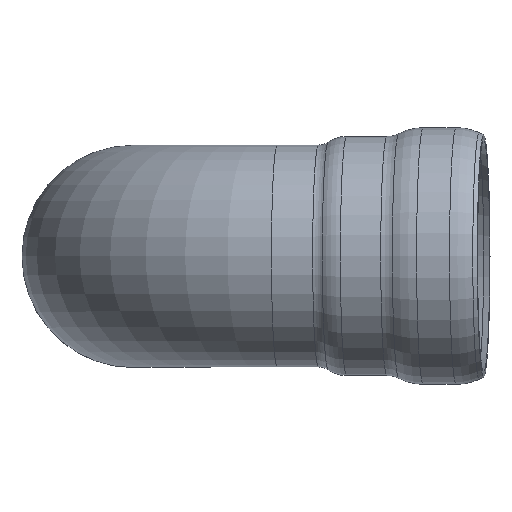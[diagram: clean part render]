
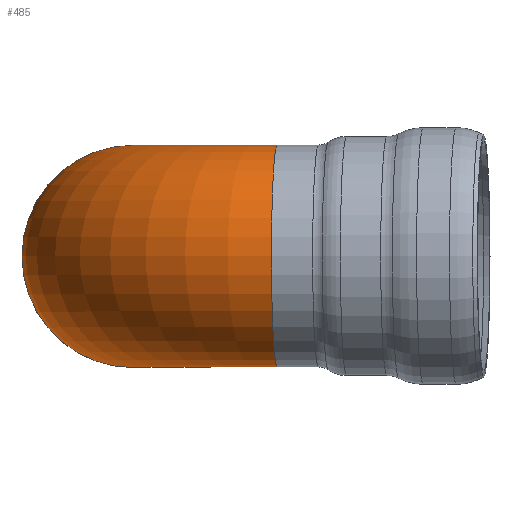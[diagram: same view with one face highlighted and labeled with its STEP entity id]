
A CAD part, top view. The second image highlights one B-rep face of the part: STEP entity #485.
In plain terms, the highlighted toroidal (fillet/blend) face has major radius 700 mm and minor radius 510 mm.
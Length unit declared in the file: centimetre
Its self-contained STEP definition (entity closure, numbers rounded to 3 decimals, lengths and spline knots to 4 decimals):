
#75=FACE_OUTER_BOUND('',#107,.T.);
#107=EDGE_LOOP('',(#357,#358,#359,#360,#361));
#136=CIRCLE('',#519,51.);
#137=CIRCLE('',#520,51.);
#146=CIRCLE('',#533,51.);
#149=CIRCLE('',#539,19.);
#197=VERTEX_POINT('',#822);
#198=VERTEX_POINT('',#823);
#206=VERTEX_POINT('',#848);
#247=EDGE_CURVE('',#197,#198,#136,.T.);
#248=EDGE_CURVE('',#198,#197,#137,.T.);
#260=EDGE_CURVE('',#206,#206,#146,.T.);
#263=EDGE_CURVE('',#206,#197,#149,.T.);
#357=ORIENTED_EDGE('',*,*,#260,.T.);
#358=ORIENTED_EDGE('',*,*,#263,.T.);
#359=ORIENTED_EDGE('',*,*,#247,.T.);
#360=ORIENTED_EDGE('',*,*,#248,.T.);
#361=ORIENTED_EDGE('',*,*,#263,.F.);
#465=TOROIDAL_SURFACE('',#538,70.,51.);
#485=ADVANCED_FACE('',(#75),#465,.T.);
#519=AXIS2_PLACEMENT_3D('',#824,#626,#627);
#520=AXIS2_PLACEMENT_3D('',#825,#628,#629);
#533=AXIS2_PLACEMENT_3D('',#849,#657,#658);
#538=AXIS2_PLACEMENT_3D('',#855,#667,#668);
#539=AXIS2_PLACEMENT_3D('',#856,#669,#670);
#626=DIRECTION('center_axis',(0.,0.,
1.));
#627=DIRECTION('ref_axis',(-1.,0.,0.));
#628=DIRECTION('center_axis',(0.,0.,
1.));
#629=DIRECTION('ref_axis',(-1.,0.,0.));
#657=DIRECTION('center_axis',(-0.999,0.,
-0.052));
#658=DIRECTION('ref_axis',(0.052,0.,-0.999));
#667=DIRECTION('center_axis',(0.,1.,0.));
#668=DIRECTION('ref_axis',(-1.,0.,0.));
#669=DIRECTION('center_axis',(0.,-1.,0.));
#670=DIRECTION('ref_axis',(-1.,0.,0.));
#822=CARTESIAN_POINT('',(-5.6187,-384.0055,3.4155));
#823=CARTESIAN_POINT('',(-107.6187,-384.0055,3.4155));
#824=CARTESIAN_POINT('Origin',(-56.6187,-384.0055,3.4155));
#825=CARTESIAN_POINT('Origin',(-56.6187,-384.0055,3.4155));
#848=CARTESIAN_POINT('',(12.3869,-384.0055,22.3895));
#849=CARTESIAN_POINT('Origin',(9.7178,-384.0055,73.3196));
#855=CARTESIAN_POINT('Origin',(13.3813,-384.0055,3.4155));
#856=CARTESIAN_POINT('Origin',(13.3813,-384.0055,3.4155));
